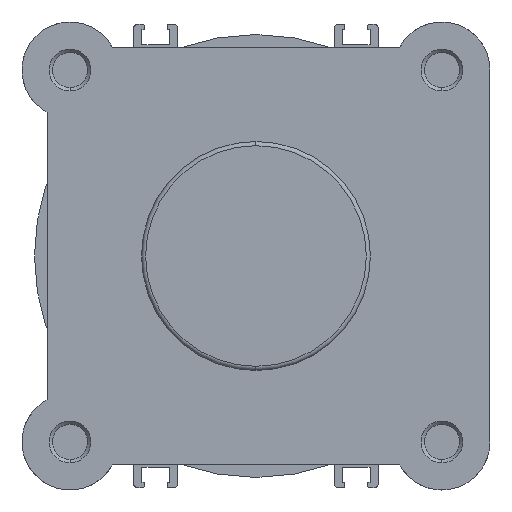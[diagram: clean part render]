
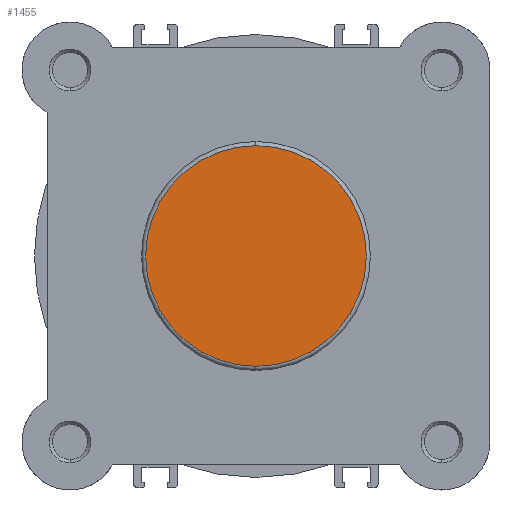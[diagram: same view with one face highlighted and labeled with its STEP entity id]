
A CAD part, left-side view. The second image highlights one B-rep face of the part: STEP entity #1455.
In plain terms, the highlighted planar face has unit normal (-1, 0, 0).
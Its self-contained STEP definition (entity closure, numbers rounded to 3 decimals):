
#459 = CARTESIAN_POINT ( 'NONE',  ( 0., 0., 26.4 ) ) ;
#460 = CARTESIAN_POINT ( 'NONE',  ( 0., 0., -26.4 ) ) ;
#1136 = EDGE_LOOP ( 'NONE', ( #7710, #7712 ) ) ;
#1455 = ADVANCED_FACE ( 'NONE', ( #2370 ), #6599, .F. ) ;
#2370 = FACE_OUTER_BOUND ( 'NONE', #1136, .T. ) ;
#3323 = CARTESIAN_POINT ( 'NONE',  ( 0., 0., 0. ) ) ;
#3331 = DIRECTION ( 'NONE',  ( -1., 0., 0. ) ) ;
#3332 = DIRECTION ( 'NONE',  ( 0., 0., -1. ) ) ;
#3579 = CARTESIAN_POINT ( 'NONE',  ( 0., 0., 0. ) ) ;
#3581 = DIRECTION ( 'NONE',  ( -1., 0., 0. ) ) ;
#3582 = DIRECTION ( 'NONE',  ( 0., 0., -1. ) ) ;
#4229 = CIRCLE ( 'NONE', #5651, 26.4 ) ;
#4386 = CIRCLE ( 'NONE', #5700, 26.4 ) ;
#5006 = EDGE_CURVE ( 'NONE', #6161, #6160, #4229, .T. ) ;
#5108 = EDGE_CURVE ( 'NONE', #6160, #6161, #4386, .T. ) ;
#5388 = AXIS2_PLACEMENT_3D ( 'NONE', #6602, #6611, #6612 ) ;
#5651 = AXIS2_PLACEMENT_3D ( 'NONE', #3323, #3331, #3332 ) ;
#5700 = AXIS2_PLACEMENT_3D ( 'NONE', #3579, #3581, #3582 ) ;
#6160 = VERTEX_POINT ( 'NONE', #459 ) ;
#6161 = VERTEX_POINT ( 'NONE', #460 ) ;
#6599 = PLANE ( 'NONE',  #5388 ) ;
#6602 = CARTESIAN_POINT ( 'NONE',  ( 0., 27.4, 0. ) ) ;
#6611 = DIRECTION ( 'NONE',  ( 1., 0., 0. ) ) ;
#6612 = DIRECTION ( 'NONE',  ( 0., 0., -1. ) ) ;
#7710 = ORIENTED_EDGE ( 'NONE', *, *, #5006, .T. ) ;
#7712 = ORIENTED_EDGE ( 'NONE', *, *, #5108, .T. ) ;
